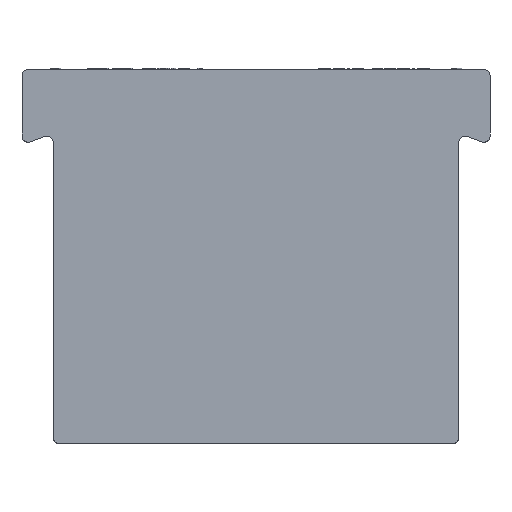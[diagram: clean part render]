
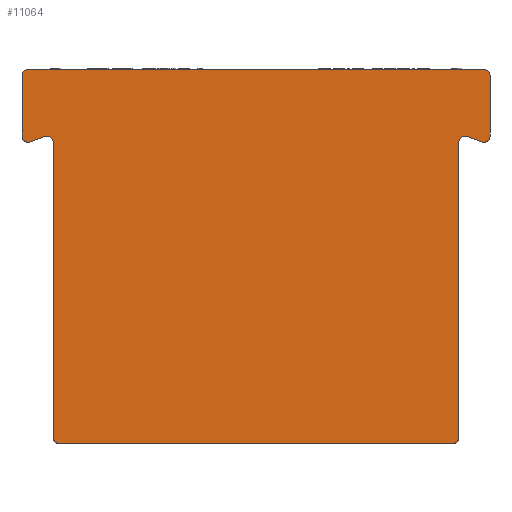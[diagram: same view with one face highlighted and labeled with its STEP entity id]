
A CAD part, left-side view. The second image highlights one B-rep face of the part: STEP entity #11064.
In plain terms, the highlighted planar face has unit normal (-1, 0, 0).
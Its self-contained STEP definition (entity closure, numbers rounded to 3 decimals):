
#127 = LINE ( 'NONE', #6692, #12422 ) ;
#273 = EDGE_CURVE ( 'NONE', #11273, #13916, #8153, .T. ) ;
#329 = LINE ( 'NONE', #3654, #8885 ) ;
#501 = ORIENTED_EDGE ( 'NONE', *, *, #5284, .T. ) ;
#533 = VERTEX_POINT ( 'NONE', #11794 ) ;
#610 = AXIS2_PLACEMENT_3D ( 'NONE', #4324, #1217, #7689 ) ;
#685 = LINE ( 'NONE', #8091, #1263 ) ;
#876 = DIRECTION ( 'NONE',  ( 0., -0.94, 0.342 ) ) ;
#1036 = DIRECTION ( 'NONE',  ( 0., 0., -1. ) ) ;
#1149 = CARTESIAN_POINT ( 'NONE',  ( 0., -37.5, 29. ) ) ;
#1217 = DIRECTION ( 'NONE',  ( -1., 0., 0. ) ) ;
#1239 = CARTESIAN_POINT ( 'NONE',  ( 0., 36.158, 18.389 ) ) ;
#1263 = VECTOR ( 'NONE', #5770, 1000. ) ;
#1368 = ORIENTED_EDGE ( 'NONE', *, *, #9609, .T. ) ;
#1462 = AXIS2_PLACEMENT_3D ( 'NONE', #9042, #11232, #1737 ) ;
#1482 = VECTOR ( 'NONE', #6973, 1000. ) ;
#1669 = ORIENTED_EDGE ( 'NONE', *, *, #6852, .T. ) ;
#1681 = CARTESIAN_POINT ( 'NONE',  ( 0., -36.158, 18.389 ) ) ;
#1737 = DIRECTION ( 'NONE',  ( 0., 0., -1. ) ) ;
#1830 = ORIENTED_EDGE ( 'NONE', *, *, #10295, .T. ) ;
#1934 = AXIS2_PLACEMENT_3D ( 'NONE', #11220, #6936, #10432 ) ;
#1969 = VERTEX_POINT ( 'NONE', #8160 ) ;
#2077 = DIRECTION ( 'NONE',  ( 0., 1., 0. ) ) ;
#2079 = CARTESIAN_POINT ( 'NONE',  ( 0., 33.5, 18.292 ) ) ;
#2231 = ORIENTED_EDGE ( 'NONE', *, *, #10714, .T. ) ;
#2242 = CARTESIAN_POINT ( 'NONE',  ( 0., 37.5, 30. ) ) ;
#2791 = EDGE_CURVE ( 'NONE', #13447, #4789, #127, .T. ) ;
#2846 = PLANE ( 'NONE',  #1934 ) ;
#3188 = DIRECTION ( 'NONE',  ( -1., 0., 0. ) ) ;
#3376 = CARTESIAN_POINT ( 'NONE',  ( 0., 32.5, -29. ) ) ;
#3394 = DIRECTION ( 'NONE',  ( 0., 0., -1. ) ) ;
#3552 = CIRCLE ( 'NONE', #610, 1. ) ;
#3654 = CARTESIAN_POINT ( 'NONE',  ( 0., -37.5, -30. ) ) ;
#3727 = CARTESIAN_POINT ( 'NONE',  ( 0., -37.5, 30. ) ) ;
#3889 = AXIS2_PLACEMENT_3D ( 'NONE', #13096, #3188, #3394 ) ;
#4054 = ORIENTED_EDGE ( 'NONE', *, *, #8828, .T. ) ;
#4125 = CARTESIAN_POINT ( 'NONE',  ( 0., 33.842, 19.232 ) ) ;
#4187 = LINE ( 'NONE', #9798, #11411 ) ;
#4263 = EDGE_CURVE ( 'NONE', #11723, #10154, #12986, .T. ) ;
#4285 = LINE ( 'NONE', #2242, #11863 ) ;
#4312 = VERTEX_POINT ( 'NONE', #6525 ) ;
#4324 = CARTESIAN_POINT ( 'NONE',  ( 0., 36.5, 29. ) ) ;
#4528 = EDGE_CURVE ( 'NONE', #13916, #533, #10375, .T. ) ;
#4647 = ORIENTED_EDGE ( 'NONE', *, *, #10715, .F. ) ;
#4674 = VERTEX_POINT ( 'NONE', #1149 ) ;
#4789 = VERTEX_POINT ( 'NONE', #8893 ) ;
#4987 = DIRECTION ( 'NONE',  ( 1., 0., 0. ) ) ;
#5111 = ORIENTED_EDGE ( 'NONE', *, *, #2791, .T. ) ;
#5187 = DIRECTION ( 'NONE',  ( 0., 0., -1. ) ) ;
#5284 = EDGE_CURVE ( 'NONE', #8533, #11273, #4285, .T. ) ;
#5427 = DIRECTION ( 'NONE',  ( 0., 0., 1. ) ) ;
#5508 = CIRCLE ( 'NONE', #1462, 1. ) ;
#5676 = LINE ( 'NONE', #11024, #5939 ) ;
#5770 = DIRECTION ( 'NONE',  ( 0., -0.94, -0.342 ) ) ;
#5866 = CARTESIAN_POINT ( 'NONE',  ( 0., 32.5, 18.292 ) ) ;
#5902 = DIRECTION ( 'NONE',  ( 0., 1., 0. ) ) ;
#5939 = VECTOR ( 'NONE', #6657, 1000. ) ;
#5968 = CIRCLE ( 'NONE', #10917, 1. ) ;
#6131 = AXIS2_PLACEMENT_3D ( 'NONE', #8284, #4987, #5187 ) ;
#6254 = CARTESIAN_POINT ( 'NONE',  ( 0., 31.5, -29. ) ) ;
#6365 = DIRECTION ( 'NONE',  ( 1., 0., 0. ) ) ;
#6492 = CARTESIAN_POINT ( 'NONE',  ( 0., 37.5, 19.328 ) ) ;
#6525 = CARTESIAN_POINT ( 'NONE',  ( 0., -33.842, 19.232 ) ) ;
#6657 = DIRECTION ( 'NONE',  ( 0., 0., -1. ) ) ;
#6692 = CARTESIAN_POINT ( 'NONE',  ( 0., -32.5, -30. ) ) ;
#6852 = EDGE_CURVE ( 'NONE', #7512, #8533, #3552, .T. ) ;
#6867 = CIRCLE ( 'NONE', #11788, 1. ) ;
#6936 = DIRECTION ( 'NONE',  ( 1., 0., 0. ) ) ;
#6939 = EDGE_CURVE ( 'NONE', #1969, #7512, #4187, .T. ) ;
#6973 = DIRECTION ( 'NONE',  ( 0., 0., -1. ) ) ;
#7106 = CARTESIAN_POINT ( 'NONE',  ( 0., -31.5, -29. ) ) ;
#7143 = FACE_OUTER_BOUND ( 'NONE', #9971, .T. ) ;
#7235 = DIRECTION ( 'NONE',  ( -1., 0., 0. ) ) ;
#7258 = CIRCLE ( 'NONE', #6131, 1. ) ;
#7512 = VERTEX_POINT ( 'NONE', #9975 ) ;
#7689 = DIRECTION ( 'NONE',  ( 0., 0., -1. ) ) ;
#7784 = AXIS2_PLACEMENT_3D ( 'NONE', #2079, #6365, #12832 ) ;
#7825 = ORIENTED_EDGE ( 'NONE', *, *, #6939, .T. ) ;
#8088 = CARTESIAN_POINT ( 'NONE',  ( 0., -31.5, -30. ) ) ;
#8091 = CARTESIAN_POINT ( 'NONE',  ( 0., -36.158, 18.389 ) ) ;
#8153 = CIRCLE ( 'NONE', #3889, 1. ) ;
#8154 = DIRECTION ( 'NONE',  ( -1., 0., 0. ) ) ;
#8160 = CARTESIAN_POINT ( 'NONE',  ( 0., -36.5, 30. ) ) ;
#8284 = CARTESIAN_POINT ( 'NONE',  ( 0., -33.5, 18.292 ) ) ;
#8442 = CARTESIAN_POINT ( 'NONE',  ( 0., 37.5, 29. ) ) ;
#8533 = VERTEX_POINT ( 'NONE', #8442 ) ;
#8683 = CIRCLE ( 'NONE', #7784, 1. ) ;
#8699 = VERTEX_POINT ( 'NONE', #1681 ) ;
#8828 = EDGE_CURVE ( 'NONE', #9109, #11723, #5676, .T. ) ;
#8885 = VECTOR ( 'NONE', #5902, 1000. ) ;
#8893 = CARTESIAN_POINT ( 'NONE',  ( 0., -32.5, 18.292 ) ) ;
#8939 = AXIS2_PLACEMENT_3D ( 'NONE', #6254, #7235, #11658 ) ;
#9042 = CARTESIAN_POINT ( 'NONE',  ( 0., -36.5, 19.328 ) ) ;
#9109 = VERTEX_POINT ( 'NONE', #5866 ) ;
#9222 = DIRECTION ( 'NONE',  ( 0., 0., -1. ) ) ;
#9609 = EDGE_CURVE ( 'NONE', #8699, #13432, #5508, .T. ) ;
#9798 = CARTESIAN_POINT ( 'NONE',  ( 0., -37.5, 30. ) ) ;
#9971 = EDGE_LOOP ( 'NONE', ( #501, #11894, #10344, #13275, #4054, #13208, #13889, #2231, #5111, #13750, #10809, #1368, #4647, #1830, #7825, #1669 ) ) ;
#9975 = CARTESIAN_POINT ( 'NONE',  ( 0., 36.5, 30. ) ) ;
#10154 = VERTEX_POINT ( 'NONE', #12682 ) ;
#10295 = EDGE_CURVE ( 'NONE', #4674, #1969, #6867, .T. ) ;
#10344 = ORIENTED_EDGE ( 'NONE', *, *, #4528, .T. ) ;
#10375 = LINE ( 'NONE', #4125, #12076 ) ;
#10432 = DIRECTION ( 'NONE',  ( 0., 0., -1. ) ) ;
#10714 = EDGE_CURVE ( 'NONE', #10870, #13447, #5968, .T. ) ;
#10715 = EDGE_CURVE ( 'NONE', #4674, #13432, #13357, .T. ) ;
#10799 = EDGE_CURVE ( 'NONE', #10870, #10154, #329, .T. ) ;
#10809 = ORIENTED_EDGE ( 'NONE', *, *, #11811, .T. ) ;
#10870 = VERTEX_POINT ( 'NONE', #8088 ) ;
#10917 = AXIS2_PLACEMENT_3D ( 'NONE', #7106, #8154, #11187 ) ;
#11024 = CARTESIAN_POINT ( 'NONE',  ( 0., 32.5, 20. ) ) ;
#11064 = ADVANCED_FACE ( 'NONE', ( #7143 ), #2846, .F. ) ;
#11161 = CARTESIAN_POINT ( 'NONE',  ( 0., -37.5, 19.328 ) ) ;
#11187 = DIRECTION ( 'NONE',  ( 0., 0., -1. ) ) ;
#11203 = DIRECTION ( 'NONE',  ( -1., 0., 0. ) ) ;
#11220 = CARTESIAN_POINT ( 'NONE',  ( 0., -37.5, 30. ) ) ;
#11232 = DIRECTION ( 'NONE',  ( -1., 0., 0. ) ) ;
#11273 = VERTEX_POINT ( 'NONE', #6492 ) ;
#11340 = CARTESIAN_POINT ( 'NONE',  ( 0., -36.5, 29. ) ) ;
#11411 = VECTOR ( 'NONE', #2077, 1000. ) ;
#11658 = DIRECTION ( 'NONE',  ( 0., 0., -1. ) ) ;
#11723 = VERTEX_POINT ( 'NONE', #3376 ) ;
#11788 = AXIS2_PLACEMENT_3D ( 'NONE', #11340, #11203, #9222 ) ;
#11794 = CARTESIAN_POINT ( 'NONE',  ( 0., 33.842, 19.232 ) ) ;
#11811 = EDGE_CURVE ( 'NONE', #4312, #8699, #685, .T. ) ;
#11863 = VECTOR ( 'NONE', #1036, 1000. ) ;
#11894 = ORIENTED_EDGE ( 'NONE', *, *, #273, .T. ) ;
#12076 = VECTOR ( 'NONE', #876, 1000. ) ;
#12254 = EDGE_CURVE ( 'NONE', #533, #9109, #8683, .T. ) ;
#12422 = VECTOR ( 'NONE', #5427, 1000. ) ;
#12682 = CARTESIAN_POINT ( 'NONE',  ( 0., 31.5, -30. ) ) ;
#12832 = DIRECTION ( 'NONE',  ( 0., 0., -1. ) ) ;
#12986 = CIRCLE ( 'NONE', #8939, 1. ) ;
#13096 = CARTESIAN_POINT ( 'NONE',  ( 0., 36.5, 19.328 ) ) ;
#13198 = CARTESIAN_POINT ( 'NONE',  ( 0., -32.5, -29. ) ) ;
#13208 = ORIENTED_EDGE ( 'NONE', *, *, #4263, .T. ) ;
#13275 = ORIENTED_EDGE ( 'NONE', *, *, #12254, .T. ) ;
#13324 = EDGE_CURVE ( 'NONE', #4789, #4312, #7258, .T. ) ;
#13357 = LINE ( 'NONE', #3727, #1482 ) ;
#13432 = VERTEX_POINT ( 'NONE', #11161 ) ;
#13447 = VERTEX_POINT ( 'NONE', #13198 ) ;
#13750 = ORIENTED_EDGE ( 'NONE', *, *, #13324, .T. ) ;
#13889 = ORIENTED_EDGE ( 'NONE', *, *, #10799, .F. ) ;
#13916 = VERTEX_POINT ( 'NONE', #1239 ) ;
